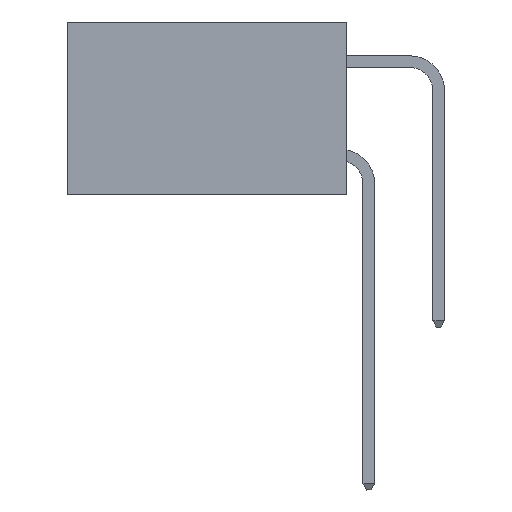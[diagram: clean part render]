
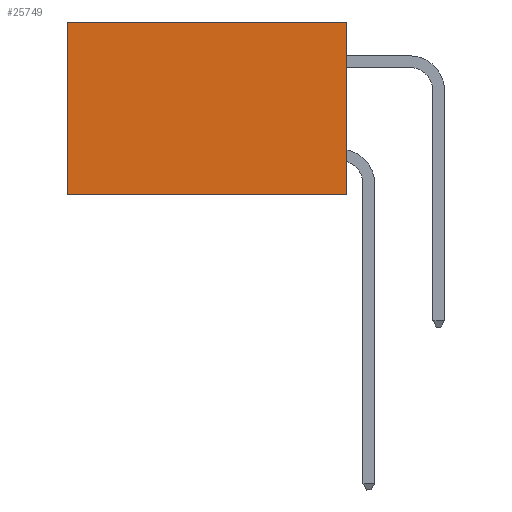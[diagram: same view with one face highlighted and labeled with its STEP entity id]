
A CAD part, left-side view. The second image highlights one B-rep face of the part: STEP entity #25749.
In plain terms, the highlighted planar face has unit normal (-1, 0, 0).
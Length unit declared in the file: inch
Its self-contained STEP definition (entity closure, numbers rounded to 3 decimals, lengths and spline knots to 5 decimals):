
#761 = LINE ( 'NONE', #28559, #22573 ) ;
#796 = ORIENTED_EDGE ( 'NONE', *, *, #18093, .F. ) ;
#1204 = CARTESIAN_POINT ( 'NONE',  ( 0.2875, 0., 0. ) ) ;
#1723 = FACE_OUTER_BOUND ( 'NONE', #21054, .T. ) ;
#2065 = VERTEX_POINT ( 'NONE', #24673 ) ;
#2241 = DIRECTION ( 'NONE',  ( 0., 0., -1. ) ) ;
#2260 = EDGE_CURVE ( 'NONE', #27087, #9142, #27955, .T. ) ;
#2432 = CARTESIAN_POINT ( 'NONE',  ( 0.2875, 0.6, 0. ) ) ;
#3426 = DIRECTION ( 'NONE',  ( 0., 0., -1. ) ) ;
#7525 = VECTOR ( 'NONE', #7917, 39.37008 ) ;
#7917 = DIRECTION ( 'NONE',  ( 0., 0., -1. ) ) ;
#9142 = VERTEX_POINT ( 'NONE', #15736 ) ;
#9715 = VECTOR ( 'NONE', #18816, 39.37008 ) ;
#9919 = VECTOR ( 'NONE', #2241, 39.37008 ) ;
#10731 = EDGE_CURVE ( 'NONE', #27087, #2065, #761, .T. ) ;
#11132 = ORIENTED_EDGE ( 'NONE', *, *, #14897, .T. ) ;
#11807 = CARTESIAN_POINT ( 'NONE',  ( 0.2875, 0., 0. ) ) ;
#14264 = ORIENTED_EDGE ( 'NONE', *, *, #10731, .T. ) ;
#14897 = EDGE_CURVE ( 'NONE', #2065, #23396, #26886, .T. ) ;
#14905 = AXIS2_PLACEMENT_3D ( 'NONE', #1204, #25390, #3426 ) ;
#15736 = CARTESIAN_POINT ( 'NONE',  ( 0.2875, 0., -0.37 ) ) ;
#18093 = EDGE_CURVE ( 'NONE', #9142, #23396, #18732, .T. ) ;
#18732 = LINE ( 'NONE', #25854, #9715 ) ;
#18816 = DIRECTION ( 'NONE',  ( 0., 1., 0. ) ) ;
#21054 = EDGE_LOOP ( 'NONE', ( #11132, #796, #23332, #14264 ) ) ;
#22573 = VECTOR ( 'NONE', #26240, 39.37008 ) ;
#23332 = ORIENTED_EDGE ( 'NONE', *, *, #2260, .F. ) ;
#23396 = VERTEX_POINT ( 'NONE', #23534 ) ;
#23534 = CARTESIAN_POINT ( 'NONE',  ( 0.2875, 0.6, -0.37 ) ) ;
#24673 = CARTESIAN_POINT ( 'NONE',  ( 0.2875, 0.6, 0. ) ) ;
#25390 = DIRECTION ( 'NONE',  ( 1., 0., 0. ) ) ;
#25582 = PLANE ( 'NONE',  #14905 ) ;
#25749 = ADVANCED_FACE ( 'NONE', ( #1723 ), #25582, .F. ) ;
#25804 = CARTESIAN_POINT ( 'NONE',  ( 0.2875, 0., 0. ) ) ;
#25854 = CARTESIAN_POINT ( 'NONE',  ( 0.2875, 0., -0.37 ) ) ;
#26240 = DIRECTION ( 'NONE',  ( 0., 1., 0. ) ) ;
#26886 = LINE ( 'NONE', #2432, #9919 ) ;
#27087 = VERTEX_POINT ( 'NONE', #11807 ) ;
#27955 = LINE ( 'NONE', #25804, #7525 ) ;
#28559 = CARTESIAN_POINT ( 'NONE',  ( 0.2875, 0., 0. ) ) ;
